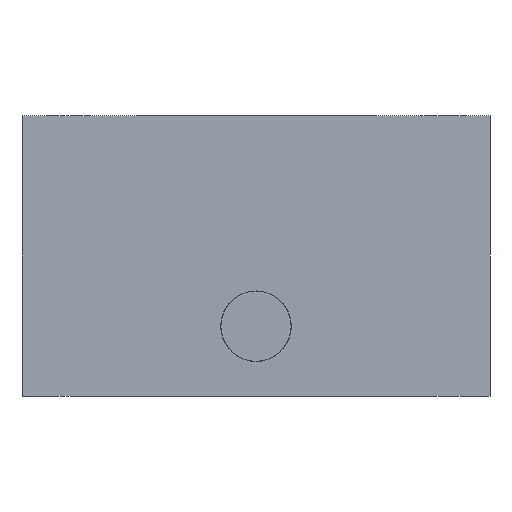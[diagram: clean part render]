
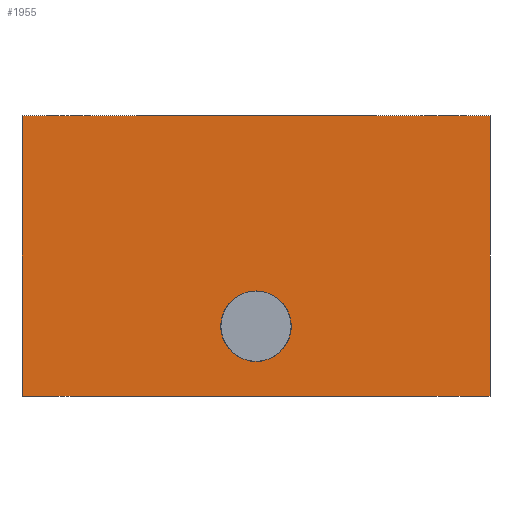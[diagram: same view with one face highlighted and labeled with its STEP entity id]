
A CAD part, left-side view. The second image highlights one B-rep face of the part: STEP entity #1955.
In plain terms, the highlighted planar face has unit normal (-1, 0, 0).
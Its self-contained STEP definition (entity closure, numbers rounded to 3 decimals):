
#348=DIRECTION('',(0.,-1.,0.));
#349=VECTOR('',#348,63.5);
#350=CARTESIAN_POINT('',(-44.45,31.75,0.));
#351=LINE('',#350,#349);
#438=DIRECTION('',(0.,0.,-1.));
#439=VECTOR('',#438,38.1);
#440=CARTESIAN_POINT('',(-44.45,31.75,38.1));
#441=LINE('',#440,#439);
#442=DIRECTION('',(0.,-1.,0.));
#443=VECTOR('',#442,63.5);
#444=CARTESIAN_POINT('',(-44.45,31.75,38.1));
#445=LINE('',#444,#443);
#446=DIRECTION('',(0.,0.,-1.));
#447=VECTOR('',#446,38.1);
#448=CARTESIAN_POINT('',(-44.45,-31.75,38.1));
#449=LINE('',#448,#447);
#450=CARTESIAN_POINT('',(-44.45,0.,9.525));
#451=DIRECTION('',(-1.,0.,0.));
#452=DIRECTION('',(0.,1.,0.));
#453=AXIS2_PLACEMENT_3D('',#450,#451,#452);
#455=CARTESIAN_POINT('',(-44.45,0.,9.525));
#456=DIRECTION('',(-1.,0.,0.));
#457=DIRECTION('',(0.,-1.,0.));
#458=AXIS2_PLACEMENT_3D('',#455,#456,#457);
#1383=CARTESIAN_POINT('',(-44.45,31.75,0.));
#1384=VERTEX_POINT('',#1383);
#1385=CARTESIAN_POINT('',(-44.45,-31.75,0.));
#1386=VERTEX_POINT('',#1385);
#1421=CARTESIAN_POINT('',(-44.45,4.763,9.525));
#1422=VERTEX_POINT('',#1421);
#1423=CARTESIAN_POINT('',(-44.45,-4.763,9.525));
#1424=VERTEX_POINT('',#1423);
#1425=CARTESIAN_POINT('',(-44.45,31.75,38.1));
#1426=VERTEX_POINT('',#1425);
#1427=CARTESIAN_POINT('',(-44.45,-31.75,38.1));
#1428=VERTEX_POINT('',#1427);
#1937=CARTESIAN_POINT('',(-44.45,31.75,38.1));
#1938=DIRECTION('',(1.,0.,0.));
#1939=DIRECTION('',(0.,1.,0.));
#1940=AXIS2_PLACEMENT_3D('',#1937,#1938,#1939);
#1941=PLANE('',#1940);
#1942=ORIENTED_EDGE('',*,*,#1871,.F.);
#1943=ORIENTED_EDGE('',*,*,#1932,.F.);
#1944=ORIENTED_EDGE('',*,*,#1776,.T.);
#1946=ORIENTED_EDGE('',*,*,#1945,.T.);
#1947=EDGE_LOOP('',(#1942,#1943,#1944,#1946));
#1948=FACE_OUTER_BOUND('',#1947,.F.);
#1950=ORIENTED_EDGE('',*,*,#1949,.T.);
#1952=ORIENTED_EDGE('',*,*,#1951,.T.);
#1953=EDGE_LOOP('',(#1950,#1952));
#1954=FACE_BOUND('',#1953,.F.);
#1955=ADVANCED_FACE('',(#1948,#1954),#1941,.F.);
#454=CIRCLE('',#453,4.763);
#459=CIRCLE('',#458,4.763);
#1776=EDGE_CURVE('',#1426,#1428,#445,.T.);
#1871=EDGE_CURVE('',#1384,#1386,#351,.T.);
#1932=EDGE_CURVE('',#1426,#1384,#441,.T.);
#1945=EDGE_CURVE('',#1428,#1386,#449,.T.);
#1949=EDGE_CURVE('',#1422,#1424,#454,.T.);
#1951=EDGE_CURVE('',#1424,#1422,#459,.T.);
